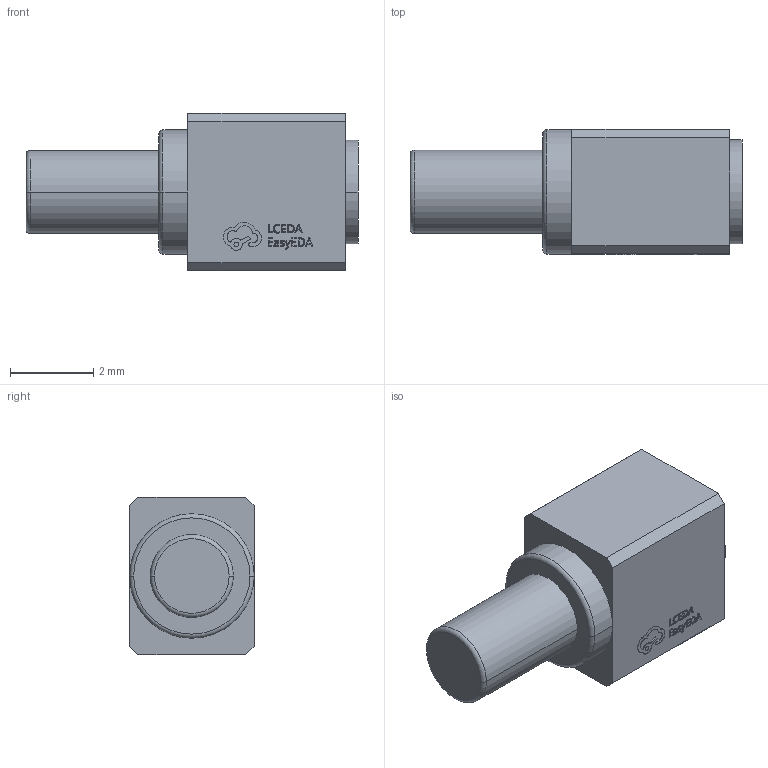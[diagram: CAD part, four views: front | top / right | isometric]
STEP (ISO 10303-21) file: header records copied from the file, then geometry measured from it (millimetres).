
FILE_DESCRIPTION (( 'STEP AP214' ), '1' );
FILE_NAME ('CONN-SMD_YZF0002-38080-02.STEP', '2024-06-21T13:10:03', ( '' ), ( '' ), 'SwSTEP 2.0', 'SolidWorks 2020', '' );
FILE_SCHEMA (( 'AUTOMOTIVE_DESIGN' ));
Length unit declared in the file: millimetre
Products named in the file (1): CONN-SMD_YZF0002-38080-02
Bounding box: 8 x 3.01 x 3.8 mm (x, y, z)
Volume: 59.5 mm3; surface area: 101.1 mm2
Topology: 1 solids, 1 shells, 248 faces, 667 edges, 442 vertices
Faces by surface type: plane 140, bspline 98, cylinder 6, torus 4
Entity records: 10981 total; most frequent: CARTESIAN_POINT 2664, ORIENTED_EDGE 1334, DIRECTION 789, EDGE_CURVE 667, VECTOR 447, LINE 447, VERTEX_POINT 442, EDGE_LOOP 269
